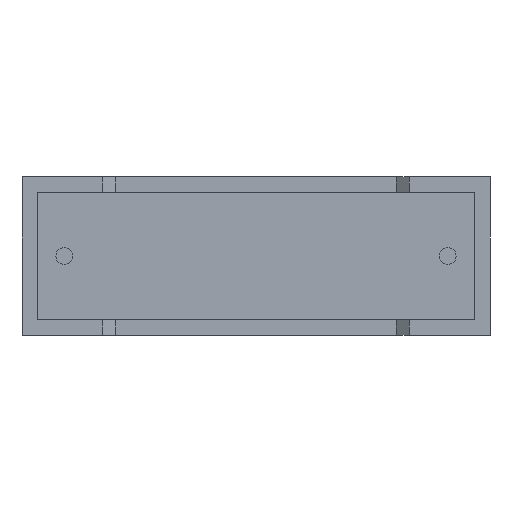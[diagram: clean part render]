
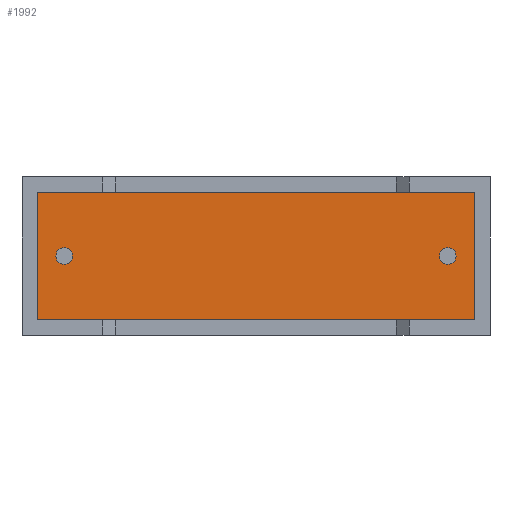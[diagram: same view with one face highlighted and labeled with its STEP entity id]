
A CAD part, front view. The second image highlights one B-rep face of the part: STEP entity #1992.
In plain terms, the highlighted planar face has unit normal (0, -1, 0).
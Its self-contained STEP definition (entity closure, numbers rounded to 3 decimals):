
#16 = FACE_BOUND ( 'NONE', #1259, .T. ) ;
#19 = AXIS2_PLACEMENT_3D ( 'NONE', #1161, #1861, #1395 ) ;
#32 = VERTEX_POINT ( 'NONE', #1303 ) ;
#109 = DIRECTION ( 'NONE',  ( 0., -1., 0. ) ) ;
#272 = PLANE ( 'NONE',  #1509 ) ;
#317 = DIRECTION ( 'NONE',  ( -1., 0., 0. ) ) ;
#321 = CARTESIAN_POINT ( 'NONE',  ( 16.65, 0.75, 3.425 ) ) ;
#322 = CARTESIAN_POINT ( 'NONE',  ( 1.65, 0.75, 3.1 ) ) ;
#441 = DIRECTION ( 'NONE',  ( 0., -1., 0. ) ) ;
#447 = ORIENTED_EDGE ( 'NONE', *, *, #1886, .T. ) ;
#457 = CIRCLE ( 'NONE', #2110, 0.325 ) ;
#487 = VERTEX_POINT ( 'NONE', #2906 ) ;
#492 = CARTESIAN_POINT ( 'NONE',  ( 0.61, 0.75, 0.61 ) ) ;
#504 = CARTESIAN_POINT ( 'NONE',  ( 0., 0.75, 0. ) ) ;
#514 = VERTEX_POINT ( 'NONE', #2084 ) ;
#684 = EDGE_CURVE ( 'NONE', #514, #711, #2210, .T. ) ;
#693 = DIRECTION ( 'NONE',  ( 0., 0., -1. ) ) ;
#701 = DIRECTION ( 'NONE',  ( 0., 0., -1. ) ) ;
#711 = VERTEX_POINT ( 'NONE', #1483 ) ;
#716 = CIRCLE ( 'NONE', #19, 0.325 ) ;
#734 = FACE_BOUND ( 'NONE', #2942, .T. ) ;
#820 = CARTESIAN_POINT ( 'NONE',  ( 0.61, 0.75, 5.59 ) ) ;
#873 = EDGE_CURVE ( 'NONE', #1847, #487, #716, .T. ) ;
#960 = VERTEX_POINT ( 'NONE', #2388 ) ;
#961 = VERTEX_POINT ( 'NONE', #492 ) ;
#1008 = DIRECTION ( 'NONE',  ( 0., 0., -1. ) ) ;
#1109 = LINE ( 'NONE', #2509, #1615 ) ;
#1123 = ORIENTED_EDGE ( 'NONE', *, *, #1865, .T. ) ;
#1143 = LINE ( 'NONE', #2091, #1461 ) ;
#1157 = DIRECTION ( 'NONE',  ( 0., 0., 1. ) ) ;
#1161 = CARTESIAN_POINT ( 'NONE',  ( 1.65, 0.75, 3.1 ) ) ;
#1227 = CIRCLE ( 'NONE', #1325, 0.325 ) ;
#1258 = EDGE_LOOP ( 'NONE', ( #1464, #1123, #447, #2585 ) ) ;
#1259 = EDGE_LOOP ( 'NONE', ( #2840, #3000 ) ) ;
#1280 = LINE ( 'NONE', #820, #1763 ) ;
#1303 = CARTESIAN_POINT ( 'NONE',  ( 17.69, 0.75, 0.61 ) ) ;
#1325 = AXIS2_PLACEMENT_3D ( 'NONE', #322, #2197, #1738 ) ;
#1341 = VECTOR ( 'NONE', #317, 1000. ) ;
#1395 = DIRECTION ( 'NONE',  ( 0., 0., -1. ) ) ;
#1440 = EDGE_CURVE ( 'NONE', #960, #2972, #457, .T. ) ;
#1461 = VECTOR ( 'NONE', #1157, 1000. ) ;
#1464 = ORIENTED_EDGE ( 'NONE', *, *, #2113, .T. ) ;
#1483 = CARTESIAN_POINT ( 'NONE',  ( 0.61, 0.75, 5.59 ) ) ;
#1509 = AXIS2_PLACEMENT_3D ( 'NONE', #504, #441, #701 ) ;
#1592 = ORIENTED_EDGE ( 'NONE', *, *, #873, .F. ) ;
#1615 = VECTOR ( 'NONE', #1826, 1000. ) ;
#1738 = DIRECTION ( 'NONE',  ( 0., 0., -1. ) ) ;
#1741 = ORIENTED_EDGE ( 'NONE', *, *, #2212, .F. ) ;
#1763 = VECTOR ( 'NONE', #1008, 1000. ) ;
#1771 = CIRCLE ( 'NONE', #2208, 0.325 ) ;
#1826 = DIRECTION ( 'NONE',  ( 1., 0., 0. ) ) ;
#1847 = VERTEX_POINT ( 'NONE', #2107 ) ;
#1848 = DIRECTION ( 'NONE',  ( 0., -1., 0. ) ) ;
#1861 = DIRECTION ( 'NONE',  ( 0., -1., 0. ) ) ;
#1865 = EDGE_CURVE ( 'NONE', #961, #32, #1109, .T. ) ;
#1886 = EDGE_CURVE ( 'NONE', #32, #514, #1143, .T. ) ;
#1992 = ADVANCED_FACE ( 'NONE', ( #16, #2738, #734 ), #272, .T. ) ;
#2084 = CARTESIAN_POINT ( 'NONE',  ( 17.69, 0.75, 5.59 ) ) ;
#2091 = CARTESIAN_POINT ( 'NONE',  ( 17.69, 0.75, 0.61 ) ) ;
#2107 = CARTESIAN_POINT ( 'NONE',  ( 1.65, 0.75, 2.775 ) ) ;
#2110 = AXIS2_PLACEMENT_3D ( 'NONE', #2736, #109, #2696 ) ;
#2113 = EDGE_CURVE ( 'NONE', #711, #961, #1280, .T. ) ;
#2197 = DIRECTION ( 'NONE',  ( 0., -1., 0. ) ) ;
#2208 = AXIS2_PLACEMENT_3D ( 'NONE', #2301, #1848, #693 ) ;
#2210 = LINE ( 'NONE', #2226, #1341 ) ;
#2212 = EDGE_CURVE ( 'NONE', #487, #1847, #1227, .T. ) ;
#2226 = CARTESIAN_POINT ( 'NONE',  ( 17.69, 0.75, 5.59 ) ) ;
#2301 = CARTESIAN_POINT ( 'NONE',  ( 16.65, 0.75, 3.1 ) ) ;
#2388 = CARTESIAN_POINT ( 'NONE',  ( 16.65, 0.75, 2.775 ) ) ;
#2509 = CARTESIAN_POINT ( 'NONE',  ( 0.61, 0.75, 0.61 ) ) ;
#2585 = ORIENTED_EDGE ( 'NONE', *, *, #684, .T. ) ;
#2696 = DIRECTION ( 'NONE',  ( 0., 0., -1. ) ) ;
#2736 = CARTESIAN_POINT ( 'NONE',  ( 16.65, 0.75, 3.1 ) ) ;
#2738 = FACE_OUTER_BOUND ( 'NONE', #1258, .T. ) ;
#2840 = ORIENTED_EDGE ( 'NONE', *, *, #2893, .F. ) ;
#2893 = EDGE_CURVE ( 'NONE', #2972, #960, #1771, .T. ) ;
#2906 = CARTESIAN_POINT ( 'NONE',  ( 1.65, 0.75, 3.425 ) ) ;
#2942 = EDGE_LOOP ( 'NONE', ( #1741, #1592 ) ) ;
#2972 = VERTEX_POINT ( 'NONE', #321 ) ;
#3000 = ORIENTED_EDGE ( 'NONE', *, *, #1440, .F. ) ;
